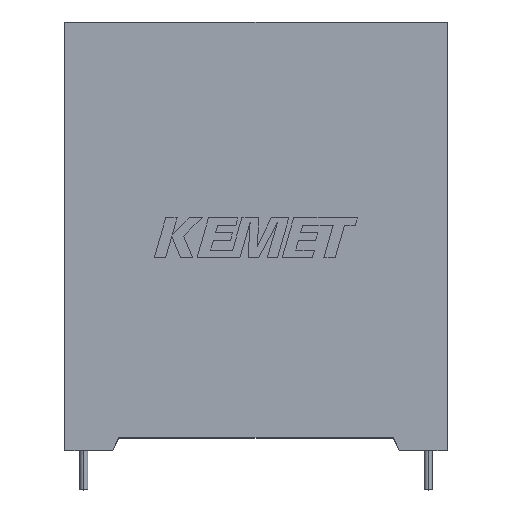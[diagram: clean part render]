
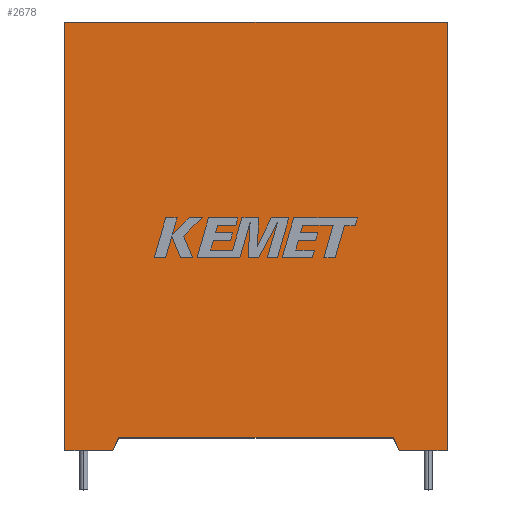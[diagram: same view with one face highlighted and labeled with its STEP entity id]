
A CAD part, top view. The second image highlights one B-rep face of the part: STEP entity #2678.
In plain terms, the highlighted planar face has unit normal (0, 0, 1).
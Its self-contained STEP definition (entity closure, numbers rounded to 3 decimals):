
#70 = LINE ( 'NONE', #2802, #938 ) ;
#88 = ORIENTED_EDGE ( 'NONE', *, *, #274, .T. ) ;
#117 = VECTOR ( 'NONE', #545, 1000. ) ;
#142 = CARTESIAN_POINT ( 'NONE',  ( 58.3, 0., 45.5 ) ) ;
#146 = DIRECTION ( 'NONE',  ( 0., 0., -1. ) ) ;
#160 = CARTESIAN_POINT ( 'NONE',  ( 0., 0., 45.5 ) ) ;
#170 = CARTESIAN_POINT ( 'NONE',  ( 58.3, 0., 45.5 ) ) ;
#196 = CARTESIAN_POINT ( 'NONE',  ( 50.1, 1.92, 45.5 ) ) ;
#217 = ORIENTED_EDGE ( 'NONE', *, *, #2680, .T. ) ;
#221 = AXIS2_PLACEMENT_3D ( 'NONE', #3001, #146, #1479 ) ;
#269 = VECTOR ( 'NONE', #3120, 1000. ) ;
#274 = EDGE_CURVE ( 'NONE', #2170, #1925, #2990, .T. ) ;
#375 = CARTESIAN_POINT ( 'NONE',  ( 8.2, 1.92, 45.5 ) ) ;
#382 = CARTESIAN_POINT ( 'NONE',  ( 0., 65.3, 45.5 ) ) ;
#488 = FACE_OUTER_BOUND ( 'NONE', #2701, .T. ) ;
#545 = DIRECTION ( 'NONE',  ( 1., 0., 0. ) ) ;
#617 = ORIENTED_EDGE ( 'NONE', *, *, #3039, .T. ) ;
#707 = EDGE_CURVE ( 'NONE', #1596, #2170, #70, .T. ) ;
#857 = DIRECTION ( 'NONE',  ( -0.424, -0.905, 0. ) ) ;
#936 = LINE ( 'NONE', #160, #1182 ) ;
#938 = VECTOR ( 'NONE', #1241, 1000. ) ;
#968 = LINE ( 'NONE', #1497, #269 ) ;
#978 = VECTOR ( 'NONE', #2782, 1000. ) ;
#1041 = ORIENTED_EDGE ( 'NONE', *, *, #1129, .F. ) ;
#1129 = EDGE_CURVE ( 'NONE', #1447, #1579, #1849, .T. ) ;
#1182 = VECTOR ( 'NONE', #2663, 1000. ) ;
#1204 = CARTESIAN_POINT ( 'NONE',  ( 7.3, 0., 45.5 ) ) ;
#1241 = DIRECTION ( 'NONE',  ( 0.424, -0.905, 0. ) ) ;
#1246 = VERTEX_POINT ( 'NONE', #2272 ) ;
#1304 = VECTOR ( 'NONE', #1896, 1000. ) ;
#1328 = CARTESIAN_POINT ( 'NONE',  ( 8.2, 1.92, 45.5 ) ) ;
#1381 = CARTESIAN_POINT ( 'NONE',  ( 0., 0., 45.5 ) ) ;
#1447 = VERTEX_POINT ( 'NONE', #1328 ) ;
#1479 = DIRECTION ( 'NONE',  ( -1., 0., 0. ) ) ;
#1482 = LINE ( 'NONE', #382, #978 ) ;
#1497 = CARTESIAN_POINT ( 'NONE',  ( 0., 0., 45.5 ) ) ;
#1512 = CARTESIAN_POINT ( 'NONE',  ( 51., 0., 45.5 ) ) ;
#1539 = LINE ( 'NONE', #142, #2240 ) ;
#1551 = CARTESIAN_POINT ( 'NONE',  ( 0., 0., 45.5 ) ) ;
#1579 = VERTEX_POINT ( 'NONE', #1204 ) ;
#1596 = VERTEX_POINT ( 'NONE', #196 ) ;
#1668 = PLANE ( 'NONE',  #221 ) ;
#1745 = VERTEX_POINT ( 'NONE', #2049 ) ;
#1808 = VERTEX_POINT ( 'NONE', #1381 ) ;
#1813 = VECTOR ( 'NONE', #857, 1000. ) ;
#1849 = LINE ( 'NONE', #375, #1813 ) ;
#1882 = EDGE_CURVE ( 'NONE', #1596, #1447, #2009, .T. ) ;
#1896 = DIRECTION ( 'NONE',  ( -1., 0., 0. ) ) ;
#1925 = VERTEX_POINT ( 'NONE', #170 ) ;
#2009 = LINE ( 'NONE', #2693, #1304 ) ;
#2049 = CARTESIAN_POINT ( 'NONE',  ( 0., 65.3, 45.5 ) ) ;
#2128 = ORIENTED_EDGE ( 'NONE', *, *, #1882, .F. ) ;
#2170 = VERTEX_POINT ( 'NONE', #1512 ) ;
#2240 = VECTOR ( 'NONE', #2257, 1000. ) ;
#2256 = EDGE_CURVE ( 'NONE', #1808, #1579, #968, .T. ) ;
#2257 = DIRECTION ( 'NONE',  ( 0., 1., 0. ) ) ;
#2272 = CARTESIAN_POINT ( 'NONE',  ( 58.3, 65.3, 45.5 ) ) ;
#2409 = EDGE_CURVE ( 'NONE', #1925, #1246, #1539, .T. ) ;
#2474 = ORIENTED_EDGE ( 'NONE', *, *, #2256, .T. ) ;
#2646 = ORIENTED_EDGE ( 'NONE', *, *, #707, .T. ) ;
#2663 = DIRECTION ( 'NONE',  ( 0., -1., 0. ) ) ;
#2678 = ADVANCED_FACE ( 'NONE', ( #488 ), #1668, .F. ) ;
#2680 = EDGE_CURVE ( 'NONE', #1745, #1808, #936, .T. ) ;
#2693 = CARTESIAN_POINT ( 'NONE',  ( 29.15, 1.92, 45.5 ) ) ;
#2701 = EDGE_LOOP ( 'NONE', ( #2128, #2646, #88, #2735, #617, #217, #2474, #1041 ) ) ;
#2735 = ORIENTED_EDGE ( 'NONE', *, *, #2409, .T. ) ;
#2782 = DIRECTION ( 'NONE',  ( -1., 0., 0. ) ) ;
#2802 = CARTESIAN_POINT ( 'NONE',  ( 50.1, 1.92, 45.5 ) ) ;
#2990 = LINE ( 'NONE', #1551, #117 ) ;
#3001 = CARTESIAN_POINT ( 'NONE',  ( 0., 0., 45.5 ) ) ;
#3039 = EDGE_CURVE ( 'NONE', #1246, #1745, #1482, .T. ) ;
#3120 = DIRECTION ( 'NONE',  ( 1., 0., 0. ) ) ;
